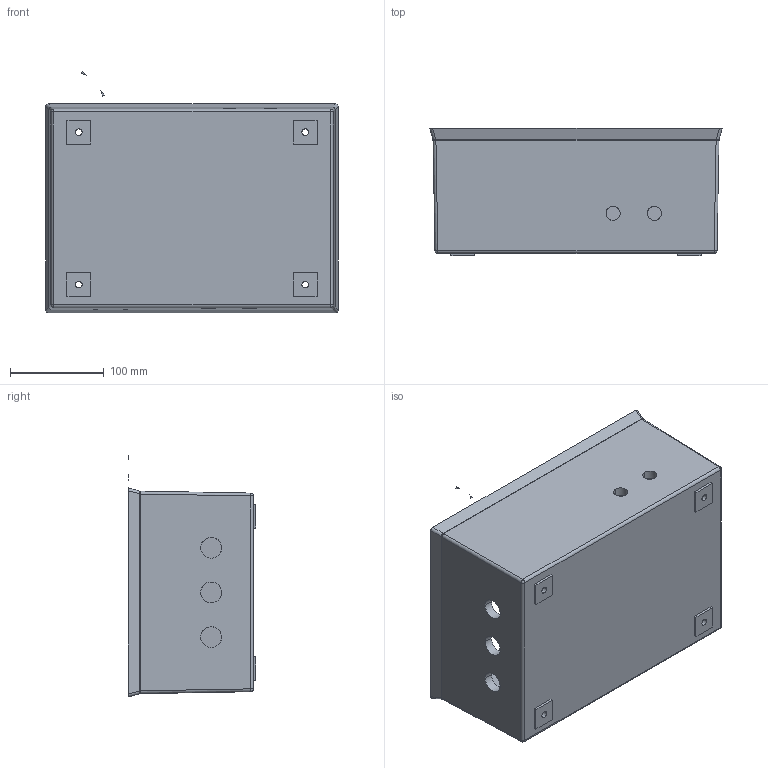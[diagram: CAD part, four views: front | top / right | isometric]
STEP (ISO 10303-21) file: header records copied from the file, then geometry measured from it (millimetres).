
FILE_DESCRIPTION(('','CAx-IF Rec.Pracs.--- Model Styling and Organization---1.5--- 2016-08-15','CAx-IF Rec.Pracs.---Supplemental Geometry---1.0---2011-11-01','CAx-IF Rec.Pracs.---Representation and Presentation of Product Manufacturing Information (PMI)---4.0---2014-10-13','CAx-IF Rec.Pracs.--- Composite Materials ---3.4---2017-06-13','CAx-IF Rec.Pracs.---Tessellated 3D Geometry---1.0---2015-12-17'),'2;1');
FILE_NAME('nist_stc_07-242.stp','2024-03-04T14:20:39+00:00',(''),(''),'','','none');
FILE_SCHEMA(('AP242_MANAGED_MODEL_BASED_3D_ENGINEERING_MIM_LF {1 0 10303 442 4 1 4}'));
Length unit declared in the file: inch
Products named in the file (1): nist_stc_07_asme1
Bounding box: 311.61 x 135.89 x 257.69 mm (x, y, z)
Volume: 1726248.4 mm3; surface area: 391387 mm2
Topology: 1 solids, 3 shells, 306 faces, 894 edges, 602 vertices
Faces by surface type: cylinder 133, plane 75, cone 36, torus 24, bspline 20, sphere 18
Entity records: 16924 total; most frequent: CARTESIAN_POINT 3876, ORIENTED_EDGE 1736, DIRECTION 1436, EDGE_CURVE 871, AXIS2_PLACEMENT_3D 691, VERTEX_POINT 588, COORDINATES_LIST 560, VECTOR 388
